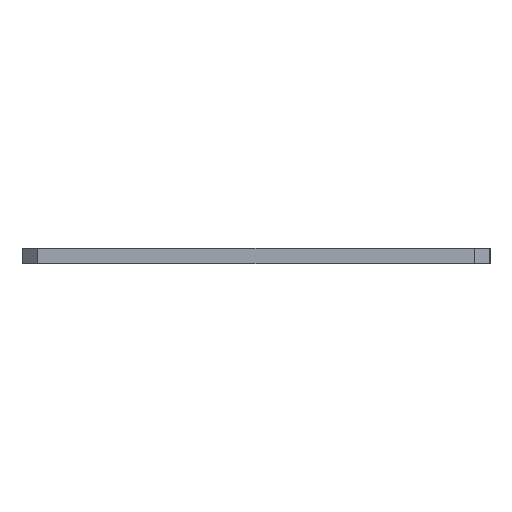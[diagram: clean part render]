
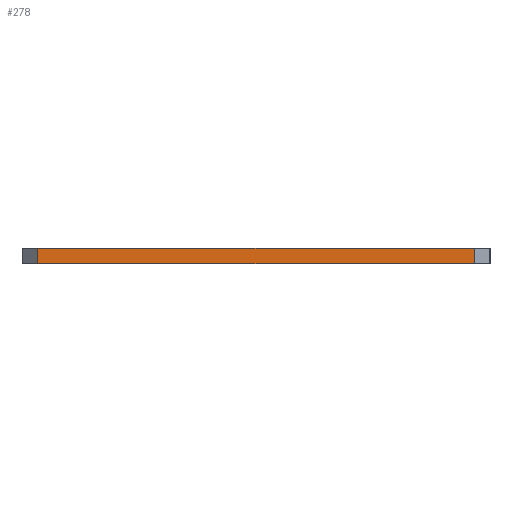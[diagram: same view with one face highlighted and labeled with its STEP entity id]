
A CAD part, front view. The second image highlights one B-rep face of the part: STEP entity #278.
In plain terms, the highlighted planar face has unit normal (0, -1, 0).
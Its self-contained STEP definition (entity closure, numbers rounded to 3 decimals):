
#3 = CARTESIAN_POINT ( 'NONE',  ( 0., -90., -2. ) ) ;
#4 = CARTESIAN_POINT ( 'NONE',  ( 2., -90., -2. ) ) ;
#35 = ORIENTED_EDGE ( 'NONE', *, *, #234, .T. ) ;
#37 = CARTESIAN_POINT ( 'NONE',  ( 58., -90., 0. ) ) ;
#45 = CARTESIAN_POINT ( 'NONE',  ( 2., -90., 0. ) ) ;
#46 = DIRECTION ( 'NONE',  ( 0., 0., 1. ) ) ;
#69 = ORIENTED_EDGE ( 'NONE', *, *, #701, .F. ) ;
#107 = ORIENTED_EDGE ( 'NONE', *, *, #562, .T. ) ;
#144 = DIRECTION ( 'NONE',  ( 0., 0., 1. ) ) ;
#146 = DIRECTION ( 'NONE',  ( -1., 0., 0. ) ) ;
#148 = LINE ( 'NONE', #256, #172 ) ;
#163 = VERTEX_POINT ( 'NONE', #37 ) ;
#172 = VECTOR ( 'NONE', #144, 1000. ) ;
#182 = EDGE_CURVE ( 'NONE', #163, #615, #664, .T. ) ;
#217 = PLANE ( 'NONE',  #653 ) ;
#234 = EDGE_CURVE ( 'NONE', #615, #577, #548, .T. ) ;
#247 = CARTESIAN_POINT ( 'NONE',  ( 58., -90., -2. ) ) ;
#256 = CARTESIAN_POINT ( 'NONE',  ( 58., -90., -2. ) ) ;
#269 = EDGE_LOOP ( 'NONE', ( #69, #107, #372, #35 ) ) ;
#278 = ADVANCED_FACE ( 'NONE', ( #454 ), #217, .F. ) ;
#339 = DIRECTION ( 'NONE',  ( 0., 0., -1. ) ) ;
#372 = ORIENTED_EDGE ( 'NONE', *, *, #182, .T. ) ;
#386 = CARTESIAN_POINT ( 'NONE',  ( 0., -90., -2. ) ) ;
#398 = VECTOR ( 'NONE', #339, 1000. ) ;
#439 = VERTEX_POINT ( 'NONE', #247 ) ;
#454 = FACE_OUTER_BOUND ( 'NONE', #269, .T. ) ;
#457 = DIRECTION ( 'NONE',  ( -1., 0., 0. ) ) ;
#524 = VECTOR ( 'NONE', #146, 1000. ) ;
#548 = LINE ( 'NONE', #4, #398 ) ;
#562 = EDGE_CURVE ( 'NONE', #439, #163, #148, .T. ) ;
#577 = VERTEX_POINT ( 'NONE', #594 ) ;
#594 = CARTESIAN_POINT ( 'NONE',  ( 2., -90., -2. ) ) ;
#603 = LINE ( 'NONE', #3, #623 ) ;
#615 = VERTEX_POINT ( 'NONE', #45 ) ;
#623 = VECTOR ( 'NONE', #457, 1000. ) ;
#653 = AXIS2_PLACEMENT_3D ( 'NONE', #386, #675, #46 ) ;
#664 = LINE ( 'NONE', #717, #524 ) ;
#675 = DIRECTION ( 'NONE',  ( 0., 1., 0. ) ) ;
#701 = EDGE_CURVE ( 'NONE', #439, #577, #603, .T. ) ;
#717 = CARTESIAN_POINT ( 'NONE',  ( 0., -90., 0. ) ) ;
